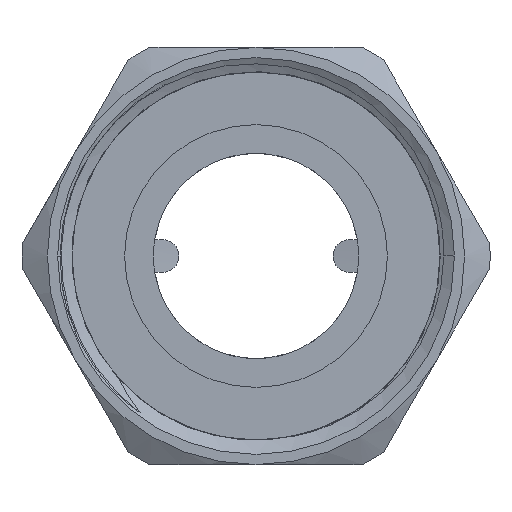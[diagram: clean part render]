
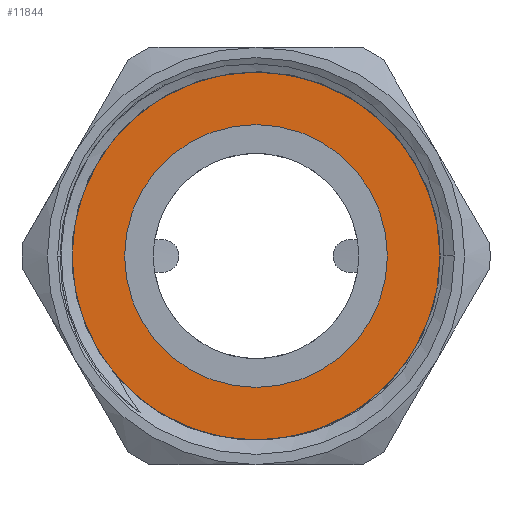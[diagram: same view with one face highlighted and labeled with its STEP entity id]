
A CAD part, left-side view. The second image highlights one B-rep face of the part: STEP entity #11844.
In plain terms, the highlighted planar face has unit normal (-1, 0, 0).
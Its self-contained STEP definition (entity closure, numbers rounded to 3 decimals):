
#11719=CARTESIAN_POINT('',(0.,0.,0.));
#11720=DIRECTION('',(-1.,0.,0.));
#11721=DIRECTION('',(0.,1.,0.));
#11722=AXIS2_PLACEMENT_3D('',#11719,#11720,#11721);
#11727=CARTESIAN_POINT('',(0.,0.,0.));
#11728=DIRECTION('',(1.,0.,0.));
#11729=DIRECTION('',(0.,1.,0.));
#11730=AXIS2_PLACEMENT_3D('',#11727,#11728,#11729);
#11735=CARTESIAN_POINT('',(0.,0.,0.));
#11736=DIRECTION('',(1.,0.,0.));
#11737=DIRECTION('',(0.,1.,0.));
#11738=AXIS2_PLACEMENT_3D('',#11735,#11736,#11737);
#11757=CARTESIAN_POINT('',(0.,0.,0.));
#11758=DIRECTION('',(-1.,0.,0.));
#11759=DIRECTION('',(0.,1.,0.));
#11760=AXIS2_PLACEMENT_3D('',#11757,#11758,#11759);
#11811=CARTESIAN_POINT('',(0.,16.,0.));
#11813=VERTEX_POINT('',#11811);
#11816=CARTESIAN_POINT('',(0.,22.4,0.));
#11818=VERTEX_POINT('',#11816);
#11819=CARTESIAN_POINT('',(0.,-16.,0.));
#11821=VERTEX_POINT('',#11819);
#11824=CARTESIAN_POINT('',(0.,-22.4,0.));
#11826=VERTEX_POINT('',#11824);
#11827=CARTESIAN_POINT('',(0.,0.,0.));
#11828=DIRECTION('',(1.,0.,0.));
#11829=DIRECTION('',(0.,-1.,0.));
#11830=AXIS2_PLACEMENT_3D('',#11827,#11828,#11829);
#11831=PLANE('',#11830);
#11833=ORIENTED_EDGE('',*,*,#11832,.F.);
#11835=ORIENTED_EDGE('',*,*,#11834,.T.);
#11836=EDGE_LOOP('',(#11833,#11835));
#11837=FACE_OUTER_BOUND('',#11836,.F.);
#11839=ORIENTED_EDGE('',*,*,#11838,.F.);
#11841=ORIENTED_EDGE('',*,*,#11840,.T.);
#11842=EDGE_LOOP('',(#11839,#11841));
#11843=FACE_BOUND('',#11842,.F.);
#11844=ADVANCED_FACE('',(#11837,#11843),#11831,.F.);
#11723=CIRCLE('',#11722,22.4);
#11731=CIRCLE('',#11730,22.4);
#11739=CIRCLE('',#11738,16.);
#11761=CIRCLE('',#11760,16.);
#11832=EDGE_CURVE('',#11818,#11826,#11723,.T.);
#11834=EDGE_CURVE('',#11818,#11826,#11731,.T.);
#11838=EDGE_CURVE('',#11813,#11821,#11739,.T.);
#11840=EDGE_CURVE('',#11813,#11821,#11761,.T.);
